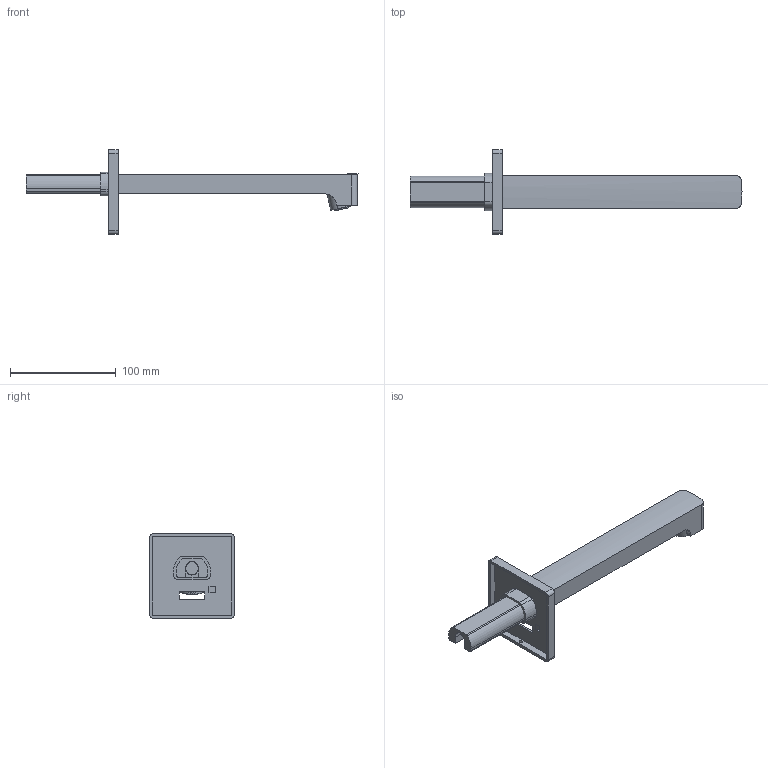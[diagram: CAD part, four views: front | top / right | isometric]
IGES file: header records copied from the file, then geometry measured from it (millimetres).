
Global section: file name: 116292; native system: Autodesk Inventor 2014; preprocessor: unknown; author: seihe2; date: 20170713.092709; units: millimetre
Bounding box: 313.5 x 80 x 80 mm (x, y, z)
Volume: 124691 mm3; surface area: 77136 mm2
Topology: 6 solids, 6 shells, 681 faces, 1866 edges, 1202 vertices
Faces by surface type: plane 473, cylinder 85, revolution 75, cone 28, bspline 19, sphere 1
